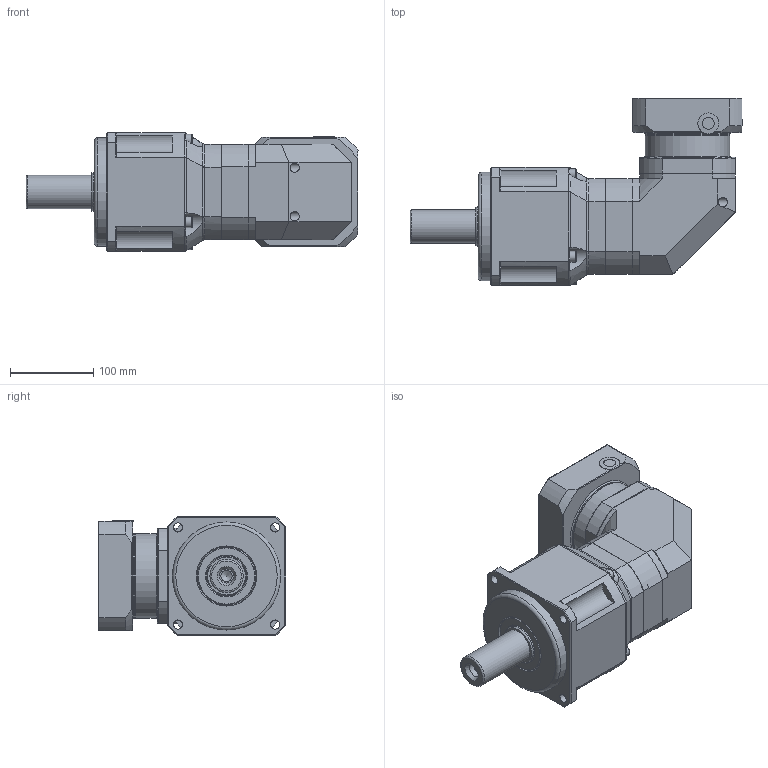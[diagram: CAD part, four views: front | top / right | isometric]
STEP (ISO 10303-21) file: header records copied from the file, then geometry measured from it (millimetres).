
FILE_DESCRIPTION(/* description */ (''),/* implementation_level */ '2;1');
FILE_NAME(/* name */ 'NPR14200A2-S1-130A.stp',/* time_stamp */ '2018-11-02T18:16:12+09:00',/* author */ ('Y.J.JI'),/* organization */ (''),/* preprocessor_version */ 'ST-DEVELOPER v15.6',/* originating_system */ 'Autodesk Inventor 2015',/* authorisation */ '');
FILE_SCHEMA (('AUTOMOTIVE_DESIGN { 1 0 10303 214 3 1 1 }'));
Length unit declared in the file: millimetre
Products named in the file (1): NPR14200A2-S1-130A
Bounding box: 399 x 225 x 142 mm (x, y, z)
Volume: 4097745.4 mm3; surface area: 388256.7 mm2
Topology: 2 solids, 37 shells, 714 faces, 1655 edges, 1051 vertices
Faces by surface type: plane 347, cylinder 197, cone 102, torus 50, bspline 14, sphere 4
Full cylindrical faces by diameter (mm): 4.134 x8, 4.917 x8, 5 x4, 5.5 x8, 6 x10, 6.6 x10, 6.647 x9, 8 x5, 8.5 x8, 9 x1, 9.5 x8, 10 x10, 11 x14, 12.5 x1, 13 x5, 13.835 x1, 14 x1, 14.5 x1, 17 x1, 25 x1, 28 x1, 34 x1, 40 x1, 48 x2, 70 x3, 72 x1, 75 x1, 78 x1, 80 x1, 100 x1
Entity records: 19383 total; most frequent: CARTESIAN_POINT 4479, DIRECTION 2952, ORIENTED_EDGE 2630, EDGE_CURVE 1315, AXIS2_PLACEMENT_3D 1212, EDGE_LOOP 1049, VERTEX_POINT 958, FACE_OUTER_BOUND 714
